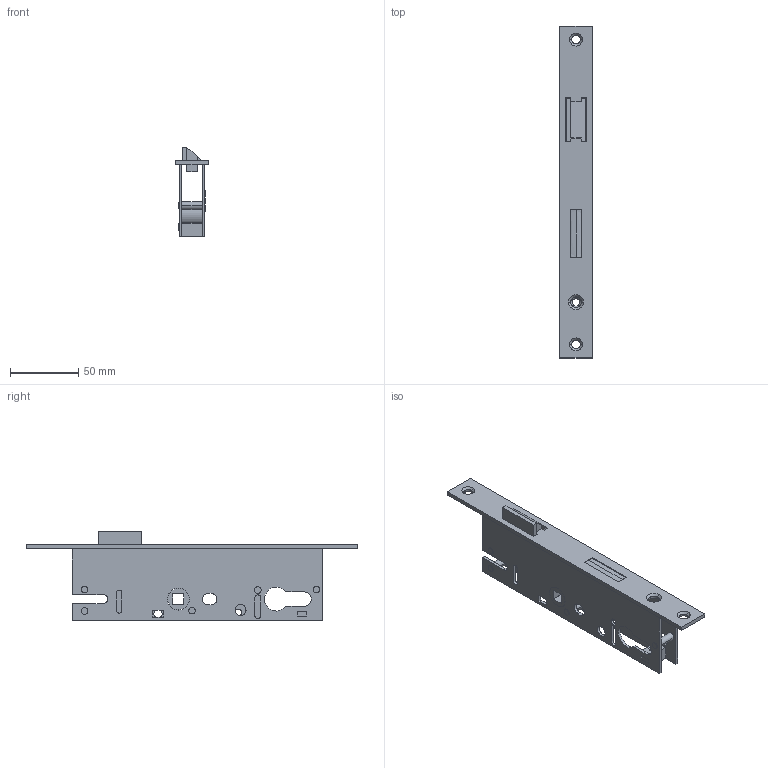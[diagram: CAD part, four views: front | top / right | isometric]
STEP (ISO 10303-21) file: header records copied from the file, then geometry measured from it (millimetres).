
FILE_DESCRIPTION (( 'STEP AP203' ), '1' );
FILE_NAME ('60103-72.step', '2020-12-09T11:54:08', ( '' ), ( '' ), 'SwSTEP 2.0', 'SolidWorks 2018', '' );
FILE_SCHEMA (( 'CONFIG_CONTROL_DESIGN' ));
Length unit declared in the file: millimetre
Products named in the file (2): 60103-72
Bounding box: 24 x 244 x 66 mm (x, y, z)
Volume: 61007.6 mm3; surface area: 55681.4 mm2
Topology: 5 solids, 5 shells, 545 faces, 1483 edges, 986 vertices
Faces by surface type: plane 289, cylinder 129, bspline 117, cone 10
Entity records: 23219 total; most frequent: CARTESIAN_POINT 9724, ORIENTED_EDGE 2966, DIRECTION 2380, EDGE_CURVE 1483, VERTEX_POINT 986, VECTOR 972, LINE 972, AXIS2_PLACEMENT_3D 704
